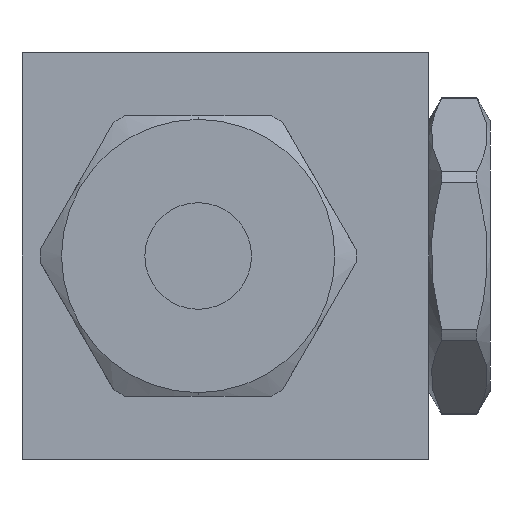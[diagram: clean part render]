
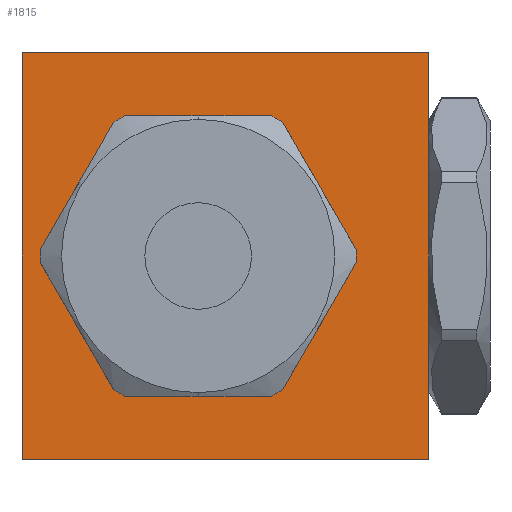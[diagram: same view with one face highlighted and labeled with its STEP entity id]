
A CAD part, front view. The second image highlights one B-rep face of the part: STEP entity #1815.
In plain terms, the highlighted planar face has unit normal (0, -1, 0).
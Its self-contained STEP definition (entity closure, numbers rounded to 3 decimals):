
#25 = VECTOR ( 'NONE', #567, 1000. ) ;
#101 = VERTEX_POINT ( 'NONE', #1063 ) ;
#243 = VERTEX_POINT ( 'NONE', #1098 ) ;
#272 = VERTEX_POINT ( 'NONE', #2881 ) ;
#295 = EDGE_LOOP ( 'NONE', ( #1138, #1137 ) ) ;
#310 = EDGE_LOOP ( 'NONE', ( #1143, #1141, #1142, #1140 ) ) ;
#341 = VERTEX_POINT ( 'NONE', #2904 ) ;
#352 = VERTEX_POINT ( 'NONE', #2915 ) ;
#360 = VERTEX_POINT ( 'NONE', #2923 ) ;
#448 = VECTOR ( 'NONE', #854, 1000. ) ;
#547 = LINE ( 'NONE', #548, #1130 ) ;
#548 = CARTESIAN_POINT ( 'NONE',  ( -19.5, 6.8, 22.5 ) ) ;
#549 = DIRECTION ( 'NONE',  ( 0., 0., 1. ) ) ;
#565 = LINE ( 'NONE', #566, #25 ) ;
#566 = CARTESIAN_POINT ( 'NONE',  ( -19.5, 6.8, 22.5 ) ) ;
#567 = DIRECTION ( 'NONE',  ( 1., 0., 0. ) ) ;
#852 = LINE ( 'NONE', #853, #448 ) ;
#853 = CARTESIAN_POINT ( 'NONE',  ( 25.5, 6.8, 22.5 ) ) ;
#854 = DIRECTION ( 'NONE',  ( 0., 0., -1. ) ) ;
#1063 = CARTESIAN_POINT ( 'NONE',  ( 25.5, 6.8, 22.5 ) ) ;
#1098 = CARTESIAN_POINT ( 'NONE',  ( 0., 6.8, 15.124 ) ) ;
#1106 = VECTOR ( 'NONE', #2991, 1000. ) ;
#1127 = AXIS2_PLACEMENT_3D ( 'NONE', #2942, #2943, #2944 ) ;
#1130 = VECTOR ( 'NONE', #549, 1000. ) ;
#1137 = ORIENTED_EDGE ( 'NONE', *, *, #1430, .F. ) ;
#1138 = ORIENTED_EDGE ( 'NONE', *, *, #1767, .F. ) ;
#1140 = ORIENTED_EDGE ( 'NONE', *, *, #1889, .F. ) ;
#1141 = ORIENTED_EDGE ( 'NONE', *, *, #1490, .F. ) ;
#1142 = ORIENTED_EDGE ( 'NONE', *, *, #1463, .F. ) ;
#1143 = ORIENTED_EDGE ( 'NONE', *, *, #1499, .F. ) ;
#1430 = EDGE_CURVE ( 'NONE', #243, #272, #1604, .T. ) ;
#1463 = EDGE_CURVE ( 'NONE', #341, #360, #2989, .T. ) ;
#1490 = EDGE_CURVE ( 'NONE', #360, #352, #547, .T. ) ;
#1499 = EDGE_CURVE ( 'NONE', #352, #101, #565, .T. ) ;
#1604 = CIRCLE ( 'NONE', #1127, 15.124 ) ;
#1635 = CIRCLE ( 'NONE', #2488, 15.124 ) ;
#1741 = FACE_OUTER_BOUND ( 'NONE', #310, .T. ) ;
#1743 = FACE_BOUND ( 'NONE', #295, .T. ) ;
#1745 = AXIS2_PLACEMENT_3D ( 'NONE', #2731, #2732, #2733 ) ;
#1767 = EDGE_CURVE ( 'NONE', #272, #243, #1635, .T. ) ;
#1815 = ADVANCED_FACE ( 'NONE', ( #1741, #1743 ), #2730, .T. ) ;
#1889 = EDGE_CURVE ( 'NONE', #101, #341, #852, .T. ) ;
#2488 = AXIS2_PLACEMENT_3D ( 'NONE', #2516, #2532, #2533 ) ;
#2516 = CARTESIAN_POINT ( 'NONE',  ( 0., 6.8, 0. ) ) ;
#2532 = DIRECTION ( 'NONE',  ( 0., -1., 0. ) ) ;
#2533 = DIRECTION ( 'NONE',  ( 0., 0., -1. ) ) ;
#2730 = PLANE ( 'NONE',  #1745 ) ;
#2731 = CARTESIAN_POINT ( 'NONE',  ( 0., 6.8, 0. ) ) ;
#2732 = DIRECTION ( 'NONE',  ( 0., -1., 0. ) ) ;
#2733 = DIRECTION ( 'NONE',  ( 0., 0., -1. ) ) ;
#2881 = CARTESIAN_POINT ( 'NONE',  ( 0., 6.8, -15.124 ) ) ;
#2904 = CARTESIAN_POINT ( 'NONE',  ( 25.5, 6.8, -22.5 ) ) ;
#2915 = CARTESIAN_POINT ( 'NONE',  ( -19.5, 6.8, 22.5 ) ) ;
#2923 = CARTESIAN_POINT ( 'NONE',  ( -19.5, 6.8, -22.5 ) ) ;
#2942 = CARTESIAN_POINT ( 'NONE',  ( 0., 6.8, 0. ) ) ;
#2943 = DIRECTION ( 'NONE',  ( 0., -1., 0. ) ) ;
#2944 = DIRECTION ( 'NONE',  ( 0., 0., -1. ) ) ;
#2989 = LINE ( 'NONE', #2990, #1106 ) ;
#2990 = CARTESIAN_POINT ( 'NONE',  ( -19.5, 6.8, -22.5 ) ) ;
#2991 = DIRECTION ( 'NONE',  ( -1., 0., 0. ) ) ;
